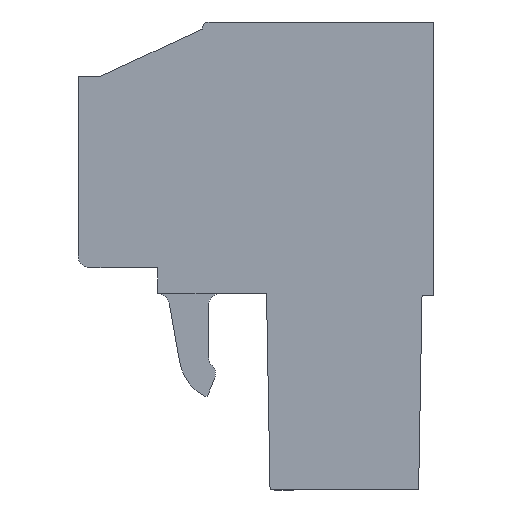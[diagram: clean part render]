
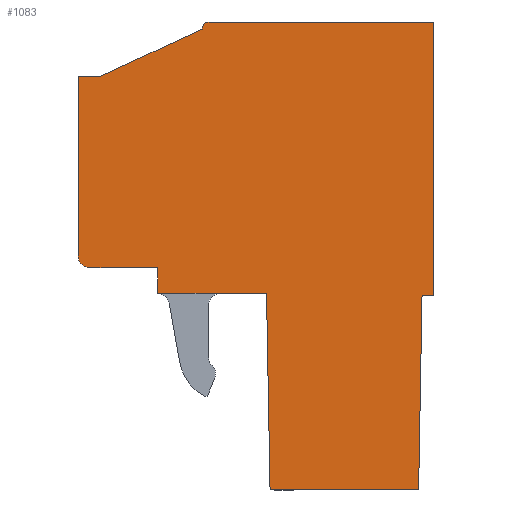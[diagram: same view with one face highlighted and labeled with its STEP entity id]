
A CAD part, left-side view. The second image highlights one B-rep face of the part: STEP entity #1083.
In plain terms, the highlighted planar face has unit normal (-1, 0, 0).
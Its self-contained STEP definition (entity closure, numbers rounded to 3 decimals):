
#983=AXIS2_PLACEMENT_3D('Plane Axis2P3D',#980,#981,#982) ;
#987=AXIS2_PLACEMENT_3D('Circle Axis2P3D',#985,#986,$) ;
#1015=AXIS2_PLACEMENT_3D('Circle Axis2P3D',#1013,#1014,$) ;
#383=CARTESIAN_POINT('Vertex',(0.,9.6,20.)) ;
#386=CARTESIAN_POINT('Line Origine',(0.,4.8,20.)) ;
#390=CARTESIAN_POINT('Vertex',(0.,0.,20.)) ;
#961=CARTESIAN_POINT('Line Origine',(0.,0.,14.15)) ;
#965=CARTESIAN_POINT('Vertex',(0.,0.,8.3)) ;
#980=CARTESIAN_POINT('Axis2P3D Location',(0.,0.,0.)) ;
#985=CARTESIAN_POINT('Axis2P3D Location',(0.,9.6,19.7)) ;
#989=CARTESIAN_POINT('Vertex',(0.,9.9,19.7)) ;
#992=CARTESIAN_POINT('Line Origine',(0.,12.066,18.69)) ;
#996=CARTESIAN_POINT('Vertex',(0.,14.232,17.68)) ;
#999=CARTESIAN_POINT('Line Origine',(0.,14.716,17.68)) ;
#1003=CARTESIAN_POINT('Vertex',(0.,15.2,17.68)) ;
#1006=CARTESIAN_POINT('Line Origine',(0.,15.2,13.84)) ;
#1010=CARTESIAN_POINT('Vertex',(0.,15.2,10.)) ;
#1013=CARTESIAN_POINT('Axis2P3D Location',(0.,14.7,10.)) ;
#1017=CARTESIAN_POINT('Vertex',(0.,14.7,9.5)) ;
#1020=CARTESIAN_POINT('Line Origine',(0.,13.25,9.5)) ;
#1024=CARTESIAN_POINT('Vertex',(0.,11.8,9.5)) ;
#1027=CARTESIAN_POINT('Line Origine',(0.,11.8,8.95)) ;
#1031=CARTESIAN_POINT('Vertex',(0.,11.8,8.4)) ;
#1034=CARTESIAN_POINT('Line Origine',(0.,9.475,8.4)) ;
#1038=CARTESIAN_POINT('Vertex',(0.,7.15,8.4)) ;
#1041=CARTESIAN_POINT('Line Origine',(0.,7.075,4.2)) ;
#1045=CARTESIAN_POINT('Vertex',(0.,7.,0.)) ;
#1048=CARTESIAN_POINT('Line Origine',(0.,3.825,0.)) ;
#1052=CARTESIAN_POINT('Vertex',(0.,0.65,0.)) ;
#1055=CARTESIAN_POINT('Line Origine',(0.,0.578,4.15)) ;
#1059=CARTESIAN_POINT('Vertex',(0.,0.505,8.3)) ;
#1062=CARTESIAN_POINT('Line Origine',(0.,0.253,8.3)) ;
#387=DIRECTION('Vector Direction',(0.,1.,0.)) ;
#962=DIRECTION('Vector Direction',(0.,0.,1.)) ;
#981=DIRECTION('Axis2P3D Direction',(-1.,0.,0.)) ;
#982=DIRECTION('Axis2P3D XDirection',(0.,0.,1.)) ;
#986=DIRECTION('Axis2P3D Direction',(-1.,0.,0.)) ;
#993=DIRECTION('Vector Direction',(0.,0.906,-0.423)) ;
#1000=DIRECTION('Vector Direction',(0.,1.,0.)) ;
#1007=DIRECTION('Vector Direction',(0.,0.,-1.)) ;
#1014=DIRECTION('Axis2P3D Direction',(-1.,0.,0.)) ;
#1021=DIRECTION('Vector Direction',(0.,-1.,0.)) ;
#1028=DIRECTION('Vector Direction',(0.,0.,-1.)) ;
#1035=DIRECTION('Vector Direction',(0.,-1.,0.)) ;
#1042=DIRECTION('Vector Direction',(0.,-0.018,-1.)) ;
#1049=DIRECTION('Vector Direction',(0.,-1.,0.)) ;
#1056=DIRECTION('Vector Direction',(0.,-0.017,1.)) ;
#1063=DIRECTION('Vector Direction',(0.,-1.,0.)) ;
#388=VECTOR('Line Direction',#387,1.) ;
#963=VECTOR('Line Direction',#962,1.) ;
#994=VECTOR('Line Direction',#993,1.) ;
#1001=VECTOR('Line Direction',#1000,1.) ;
#1008=VECTOR('Line Direction',#1007,1.) ;
#1022=VECTOR('Line Direction',#1021,1.) ;
#1029=VECTOR('Line Direction',#1028,1.) ;
#1036=VECTOR('Line Direction',#1035,1.) ;
#1043=VECTOR('Line Direction',#1042,1.) ;
#1050=VECTOR('Line Direction',#1049,1.) ;
#1057=VECTOR('Line Direction',#1056,1.) ;
#1064=VECTOR('Line Direction',#1063,1.) ;
#1068=ORIENTED_EDGE('',*,*,#392,.T.) ;
#1069=ORIENTED_EDGE('',*,*,#991,.T.) ;
#1070=ORIENTED_EDGE('',*,*,#998,.T.) ;
#1071=ORIENTED_EDGE('',*,*,#1005,.T.) ;
#1072=ORIENTED_EDGE('',*,*,#1012,.T.) ;
#1073=ORIENTED_EDGE('',*,*,#1019,.T.) ;
#1074=ORIENTED_EDGE('',*,*,#1026,.T.) ;
#1075=ORIENTED_EDGE('',*,*,#1033,.T.) ;
#1076=ORIENTED_EDGE('',*,*,#1040,.T.) ;
#1077=ORIENTED_EDGE('',*,*,#1047,.T.) ;
#1078=ORIENTED_EDGE('',*,*,#1054,.T.) ;
#1079=ORIENTED_EDGE('',*,*,#1061,.T.) ;
#1080=ORIENTED_EDGE('',*,*,#1066,.T.) ;
#1081=ORIENTED_EDGE('',*,*,#967,.T.) ;
#1083=ADVANCED_FACE('PartBody',(#1082),#984,.T.) ;
#988=CIRCLE('generated circle',#987,0.3) ;
#1016=CIRCLE('generated circle',#1015,0.5) ;
#392=EDGE_CURVE('',#391,#384,#389,.T.) ;
#967=EDGE_CURVE('',#966,#391,#964,.T.) ;
#991=EDGE_CURVE('',#384,#990,#988,.T.) ;
#998=EDGE_CURVE('',#990,#997,#995,.T.) ;
#1005=EDGE_CURVE('',#997,#1004,#1002,.T.) ;
#1012=EDGE_CURVE('',#1004,#1011,#1009,.T.) ;
#1019=EDGE_CURVE('',#1011,#1018,#1016,.T.) ;
#1026=EDGE_CURVE('',#1018,#1025,#1023,.T.) ;
#1033=EDGE_CURVE('',#1025,#1032,#1030,.T.) ;
#1040=EDGE_CURVE('',#1032,#1039,#1037,.T.) ;
#1047=EDGE_CURVE('',#1039,#1046,#1044,.T.) ;
#1054=EDGE_CURVE('',#1046,#1053,#1051,.T.) ;
#1061=EDGE_CURVE('',#1053,#1060,#1058,.T.) ;
#1066=EDGE_CURVE('',#1060,#966,#1065,.T.) ;
#1067=EDGE_LOOP('',(#1068,#1069,#1070,#1071,#1072,#1073,#1074,#1075,#1076,#1077,#1078,#1079,#1080,#1081)) ;
#1082=FACE_OUTER_BOUND('',#1067,.T.) ;
#389=LINE('Line',#386,#388) ;
#964=LINE('Line',#961,#963) ;
#995=LINE('Line',#992,#994) ;
#1002=LINE('Line',#999,#1001) ;
#1009=LINE('Line',#1006,#1008) ;
#1023=LINE('Line',#1020,#1022) ;
#1030=LINE('Line',#1027,#1029) ;
#1037=LINE('Line',#1034,#1036) ;
#1044=LINE('Line',#1041,#1043) ;
#1051=LINE('Line',#1048,#1050) ;
#1058=LINE('Line',#1055,#1057) ;
#1065=LINE('Line',#1062,#1064) ;
#984=PLANE('',#983) ;
#384=VERTEX_POINT('',#383) ;
#391=VERTEX_POINT('',#390) ;
#966=VERTEX_POINT('',#965) ;
#990=VERTEX_POINT('',#989) ;
#997=VERTEX_POINT('',#996) ;
#1004=VERTEX_POINT('',#1003) ;
#1011=VERTEX_POINT('',#1010) ;
#1018=VERTEX_POINT('',#1017) ;
#1025=VERTEX_POINT('',#1024) ;
#1032=VERTEX_POINT('',#1031) ;
#1039=VERTEX_POINT('',#1038) ;
#1046=VERTEX_POINT('',#1045) ;
#1053=VERTEX_POINT('',#1052) ;
#1060=VERTEX_POINT('',#1059) ;
